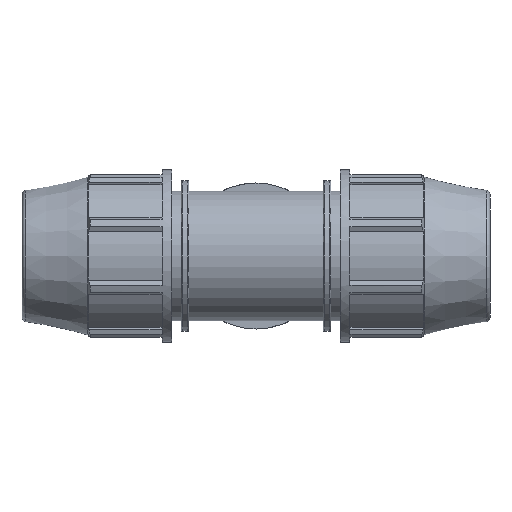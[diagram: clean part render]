
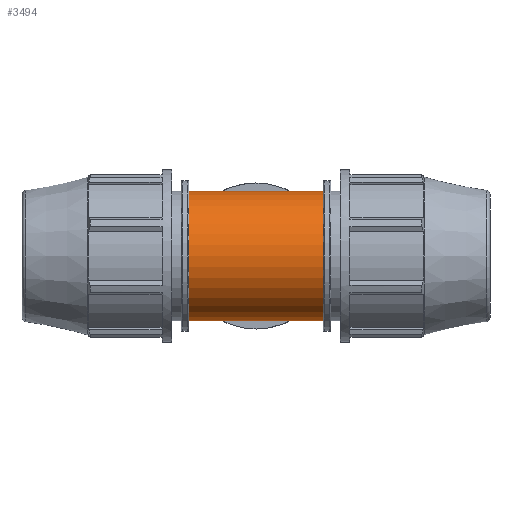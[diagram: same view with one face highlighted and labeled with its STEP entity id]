
A CAD part, front view. The second image highlights one B-rep face of the part: STEP entity #3494.
In plain terms, the highlighted cylindrical face has radius 24 mm (diameter 48 mm), a full revolution.
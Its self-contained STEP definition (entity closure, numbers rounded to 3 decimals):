
#797=B_SPLINE_CURVE_WITH_KNOTS('',3,(#5030,#5031,#5032,#5033,#5034,#5035,
#5036,#5037,#5038,#5039,#5040,#5041,#5042,#5043,#5044,#5045,#5046,#5047,
#5048,#5049,#5050,#5051,#5052,#5053,#5054,#5055,#5056,#5057,#5058,#5059,
#5060,#5061,#5062,#5063,#5064,#5065,#5066,#5067,#5068,#5069,#5070,#5071,
#5072,#5073,#5074,#5075,#5076,#5077,#5078,#5079,#5080,#5081,#5082,#5083,
#5084,#5085,#5086,#5087,#5088,#5089,#5090,#5091,#5092,#5093,#5094,#5095),
 .UNSPECIFIED.,.T.,.F.,(4,2,2,2,2,2,2,2,2,2,2,2,2,2,2,2,2,2,2,2,2,2,2,2,
2,2,2,2,2,2,2,2,4),(0.,0.424,0.848,1.272,
1.696,2.102,2.507,2.912,3.318,
3.723,4.128,4.533,4.939,5.363,
5.787,6.211,6.635,7.059,7.483,
7.907,8.331,8.737,9.142,9.547,
9.953,10.358,10.763,11.169,11.574,
11.998,12.422,12.846,13.27),
 .UNSPECIFIED.);
#799=FACE_BOUND('',#1056,.T.);
#800=FACE_BOUND('',#1057,.T.);
#856=FACE_OUTER_BOUND('',#1055,.T.);
#1055=EDGE_LOOP('',(#2284));
#1056=EDGE_LOOP('',(#2285));
#1057=EDGE_LOOP('',(#2286));
#1311=CIRCLE('',#3696,24.);
#1312=CIRCLE('',#3697,24.);
#1458=VERTEX_POINT('',#5025);
#1459=VERTEX_POINT('',#5027);
#1460=VERTEX_POINT('',#5029);
#1799=EDGE_CURVE('',#1458,#1458,#1311,.T.);
#1800=EDGE_CURVE('',#1459,#1459,#1312,.T.);
#1801=EDGE_CURVE('',#1460,#1460,#797,.T.);
#2284=ORIENTED_EDGE('',*,*,#1799,.F.);
#2285=ORIENTED_EDGE('',*,*,#1800,.T.);
#2286=ORIENTED_EDGE('',*,*,#1801,.F.);
#3254=CYLINDRICAL_SURFACE('',#3695,24.);
#3494=ADVANCED_FACE('',(#856,#799,#800),#3254,.T.);
#3695=AXIS2_PLACEMENT_3D('',#5024,#4043,#4044);
#3696=AXIS2_PLACEMENT_3D('',#5026,#4045,#4046);
#3697=AXIS2_PLACEMENT_3D('',#5028,#4047,#4048);
#4043=DIRECTION('center_axis',(1.,0.,0.));
#4044=DIRECTION('ref_axis',(0.,1.,0.));
#4045=DIRECTION('center_axis',(1.,0.,0.));
#4046=DIRECTION('ref_axis',(0.,0.,-1.));
#4047=DIRECTION('center_axis',(1.,0.,0.));
#4048=DIRECTION('ref_axis',(0.,0.,-1.));
#5024=CARTESIAN_POINT('Origin',(17.588,0.,0.));
#5025=CARTESIAN_POINT('',(24.797,24.,0.));
#5026=CARTESIAN_POINT('Origin',(24.797,0.,0.));
#5027=CARTESIAN_POINT('',(-24.797,24.,0.));
#5028=CARTESIAN_POINT('Origin',(-24.797,0.,0.));
#5029=CARTESIAN_POINT('',(0.,12.882,20.25));
#5030=CARTESIAN_POINT('Ctrl Pts',(0.,12.882,
20.25));
#5031=CARTESIAN_POINT('Ctrl Pts',(1.414,12.882,20.25));
#5032=CARTESIAN_POINT('Ctrl Pts',(2.792,13.12,20.102));
#5033=CARTESIAN_POINT('Ctrl Pts',(5.445,13.928,19.551));
#5034=CARTESIAN_POINT('Ctrl Pts',(6.722,14.493,19.147));
#5035=CARTESIAN_POINT('Ctrl Pts',(9.151,15.767,18.113));
#5036=CARTESIAN_POINT('Ctrl Pts',(10.303,16.476,17.481));
#5037=CARTESIAN_POINT('Ctrl Pts',(12.445,17.893,16.027));
#5038=CARTESIAN_POINT('Ctrl Pts',(13.434,18.603,15.204));
#5039=CARTESIAN_POINT('Ctrl Pts',(15.165,19.889,13.473));
#5040=CARTESIAN_POINT('Ctrl Pts',(15.977,20.518,12.509));
#5041=CARTESIAN_POINT('Ctrl Pts',(17.437,21.675,10.376));
#5042=CARTESIAN_POINT('Ctrl Pts',(18.086,22.202,9.208));
#5043=CARTESIAN_POINT('Ctrl Pts',(19.147,23.075,6.728));
#5044=CARTESIAN_POINT('Ctrl Pts',(19.561,23.421,5.413));
#5045=CARTESIAN_POINT('Ctrl Pts',(20.113,23.884,2.725));
#5046=CARTESIAN_POINT('Ctrl Pts',(20.25,24.,1.351));
#5047=CARTESIAN_POINT('Ctrl Pts',(20.25,24.,-1.351));
#5048=CARTESIAN_POINT('Ctrl Pts',(20.113,23.884,-2.725));
#5049=CARTESIAN_POINT('Ctrl Pts',(19.561,23.421,-5.413));
#5050=CARTESIAN_POINT('Ctrl Pts',(19.147,23.075,-6.728));
#5051=CARTESIAN_POINT('Ctrl Pts',(18.086,22.202,-9.208));
#5052=CARTESIAN_POINT('Ctrl Pts',(17.437,21.675,-10.376));
#5053=CARTESIAN_POINT('Ctrl Pts',(15.977,20.518,-12.509));
#5054=CARTESIAN_POINT('Ctrl Pts',(15.165,19.889,-13.473));
#5055=CARTESIAN_POINT('Ctrl Pts',(13.434,18.603,-15.204));
#5056=CARTESIAN_POINT('Ctrl Pts',(12.445,17.893,-16.027));
#5057=CARTESIAN_POINT('Ctrl Pts',(10.303,16.476,-17.481));
#5058=CARTESIAN_POINT('Ctrl Pts',(9.151,15.767,-18.113));
#5059=CARTESIAN_POINT('Ctrl Pts',(6.722,14.493,-19.147));
#5060=CARTESIAN_POINT('Ctrl Pts',(5.445,13.928,-19.551));
#5061=CARTESIAN_POINT('Ctrl Pts',(2.792,13.12,-20.102));
#5062=CARTESIAN_POINT('Ctrl Pts',(1.414,12.882,-20.25));
#5063=CARTESIAN_POINT('Ctrl Pts',(-1.414,12.882,-20.25));
#5064=CARTESIAN_POINT('Ctrl Pts',(-2.792,13.12,-20.102));
#5065=CARTESIAN_POINT('Ctrl Pts',(-5.445,13.928,-19.551));
#5066=CARTESIAN_POINT('Ctrl Pts',(-6.722,14.493,-19.147));
#5067=CARTESIAN_POINT('Ctrl Pts',(-9.151,15.767,-18.113));
#5068=CARTESIAN_POINT('Ctrl Pts',(-10.303,16.476,-17.481));
#5069=CARTESIAN_POINT('Ctrl Pts',(-12.445,17.893,-16.027));
#5070=CARTESIAN_POINT('Ctrl Pts',(-13.434,18.603,-15.204));
#5071=CARTESIAN_POINT('Ctrl Pts',(-15.165,19.889,-13.473));
#5072=CARTESIAN_POINT('Ctrl Pts',(-15.977,20.518,-12.509));
#5073=CARTESIAN_POINT('Ctrl Pts',(-17.437,21.675,-10.376));
#5074=CARTESIAN_POINT('Ctrl Pts',(-18.086,22.202,-9.208));
#5075=CARTESIAN_POINT('Ctrl Pts',(-19.147,23.075,-6.728));
#5076=CARTESIAN_POINT('Ctrl Pts',(-19.561,23.421,-5.413));
#5077=CARTESIAN_POINT('Ctrl Pts',(-20.113,23.884,-2.725));
#5078=CARTESIAN_POINT('Ctrl Pts',(-20.25,24.,-1.351));
#5079=CARTESIAN_POINT('Ctrl Pts',(-20.25,24.,1.351));
#5080=CARTESIAN_POINT('Ctrl Pts',(-20.113,23.884,2.725));
#5081=CARTESIAN_POINT('Ctrl Pts',(-19.561,23.421,5.413));
#5082=CARTESIAN_POINT('Ctrl Pts',(-19.147,23.075,6.728));
#5083=CARTESIAN_POINT('Ctrl Pts',(-18.086,22.202,9.208));
#5084=CARTESIAN_POINT('Ctrl Pts',(-17.437,21.675,10.376));
#5085=CARTESIAN_POINT('Ctrl Pts',(-15.977,20.518,12.509));
#5086=CARTESIAN_POINT('Ctrl Pts',(-15.165,19.889,13.473));
#5087=CARTESIAN_POINT('Ctrl Pts',(-13.434,18.603,15.204));
#5088=CARTESIAN_POINT('Ctrl Pts',(-12.445,17.893,16.027));
#5089=CARTESIAN_POINT('Ctrl Pts',(-10.303,16.476,17.481));
#5090=CARTESIAN_POINT('Ctrl Pts',(-9.151,15.767,18.113));
#5091=CARTESIAN_POINT('Ctrl Pts',(-6.722,14.493,19.147));
#5092=CARTESIAN_POINT('Ctrl Pts',(-5.445,13.928,19.551));
#5093=CARTESIAN_POINT('Ctrl Pts',(-2.792,13.12,20.102));
#5094=CARTESIAN_POINT('Ctrl Pts',(-1.414,12.882,20.25));
#5095=CARTESIAN_POINT('Ctrl Pts',(0.,12.882,
20.25));
